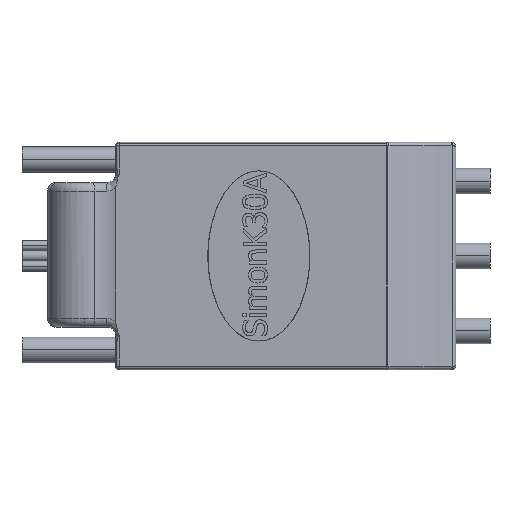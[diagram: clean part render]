
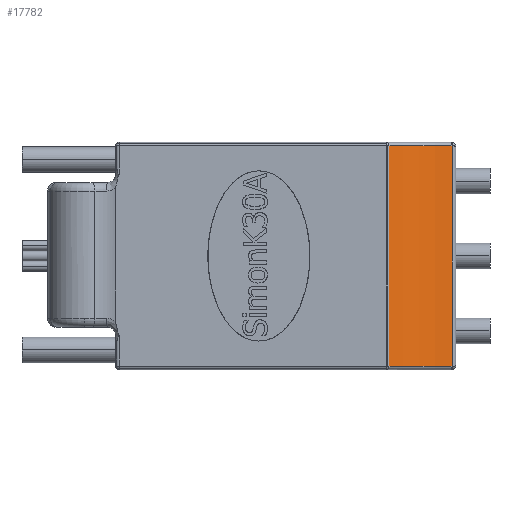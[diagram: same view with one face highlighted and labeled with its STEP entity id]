
A CAD part, top view. The second image highlights one B-rep face of the part: STEP entity #17782.
In plain terms, the highlighted cylindrical face has radius 15 mm (diameter 30 mm), a partial arc.
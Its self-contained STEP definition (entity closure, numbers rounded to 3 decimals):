
#763 = CARTESIAN_POINT ( 'NONE',  ( 47.539, -12.95, 1.135 ) ) ;
#1161 = VERTEX_POINT ( 'NONE', #11540 ) ;
#1302 = VERTEX_POINT ( 'NONE', #10619 ) ;
#1421 = AXIS2_PLACEMENT_3D ( 'NONE', #8607, #2051, #17384 ) ;
#1684 = FACE_OUTER_BOUND ( 'NONE', #5307, .T. ) ;
#1978 = CARTESIAN_POINT ( 'NONE',  ( 47.545, 12.95, 1.134 ) ) ;
#1999 = LINE ( 'NONE', #12987, #11930 ) ;
#2051 = DIRECTION ( 'NONE',  ( 0., 1., 0. ) ) ;
#2120 = CARTESIAN_POINT ( 'NONE',  ( 47.542, 12.95, 1.135 ) ) ;
#2519 = ORIENTED_EDGE ( 'NONE', *, *, #11702, .F. ) ;
#2607 = VERTEX_POINT ( 'NONE', #16359 ) ;
#2931 = DIRECTION ( 'NONE',  ( 0., -1., 0. ) ) ;
#3214 = B_SPLINE_CURVE_WITH_KNOTS ( 'NONE', 3,
 ( #9360, #4932, #11924, #763, #3654, #7998 ),
 .UNSPECIFIED., .F., .F.,
 ( 4, 2, 4 ),
 ( 0., 0., 0.001 ),
 .UNSPECIFIED. ) ;
#3654 = CARTESIAN_POINT ( 'NONE',  ( 47.538, -12.95, 1.135 ) ) ;
#3691 = CARTESIAN_POINT ( 'NONE',  ( 40.129, -12.95, 3.906 ) ) ;
#3805 = AXIS2_PLACEMENT_3D ( 'NONE', #10947, #16481, #8215 ) ;
#4655 = AXIS2_PLACEMENT_3D ( 'NONE', #14926, #13298, #14746 ) ;
#4932 = CARTESIAN_POINT ( 'NONE',  ( 47.544, -12.95, 1.134 ) ) ;
#4934 = CARTESIAN_POINT ( 'NONE',  ( 47.544, 12.95, 1.134 ) ) ;
#5307 = EDGE_LOOP ( 'NONE', ( #12063, #13748, #8855, #2519, #10291, #16029 ) ) ;
#5408 = CYLINDRICAL_SURFACE ( 'NONE', #3805, 15. ) ;
#6908 = CIRCLE ( 'NONE', #1421, 15. ) ;
#7244 = EDGE_CURVE ( 'NONE', #2607, #15064, #3214, .T. ) ;
#7948 = EDGE_CURVE ( 'NONE', #15064, #15919, #6908, .T. ) ;
#7998 = CARTESIAN_POINT ( 'NONE',  ( 47.536, -12.95, 1.135 ) ) ;
#8215 = DIRECTION ( 'NONE',  ( -0.593, 0., -0.805 ) ) ;
#8607 = CARTESIAN_POINT ( 'NONE',  ( 48.902, -12.95, 16.073 ) ) ;
#8784 = CARTESIAN_POINT ( 'NONE',  ( 47.536, -12.95, 1.135 ) ) ;
#8855 = ORIENTED_EDGE ( 'NONE', *, *, #11362, .F. ) ;
#9360 = CARTESIAN_POINT ( 'NONE',  ( 47.545, -12.95, 1.134 ) ) ;
#9565 = CIRCLE ( 'NONE', #4655, 15. ) ;
#10291 = ORIENTED_EDGE ( 'NONE', *, *, #14463, .F. ) ;
#10465 = CARTESIAN_POINT ( 'NONE',  ( 47.545, 12.95, 1.134 ) ) ;
#10619 = CARTESIAN_POINT ( 'NONE',  ( 40.129, 12.95, 3.906 ) ) ;
#10947 = CARTESIAN_POINT ( 'NONE',  ( 48.902, 0., 16.073 ) ) ;
#11011 = LINE ( 'NONE', #15364, #11053 ) ;
#11053 = VECTOR ( 'NONE', #2931, 1000. ) ;
#11362 = EDGE_CURVE ( 'NONE', #1161, #17349, #17513, .T. ) ;
#11540 = CARTESIAN_POINT ( 'NONE',  ( 47.536, 12.95, 1.135 ) ) ;
#11702 = EDGE_CURVE ( 'NONE', #1302, #1161, #9565, .T. ) ;
#11839 = CARTESIAN_POINT ( 'NONE',  ( 47.536, 12.95, 1.135 ) ) ;
#11924 = CARTESIAN_POINT ( 'NONE',  ( 47.542, -12.95, 1.135 ) ) ;
#11930 = VECTOR ( 'NONE', #14431, 1000. ) ;
#12063 = ORIENTED_EDGE ( 'NONE', *, *, #7244, .F. ) ;
#12987 = CARTESIAN_POINT ( 'NONE',  ( 40.129, 0., 3.906 ) ) ;
#13298 = DIRECTION ( 'NONE',  ( 0., -1., 0. ) ) ;
#13748 = ORIENTED_EDGE ( 'NONE', *, *, #17135, .F. ) ;
#14431 = DIRECTION ( 'NONE',  ( 0., 1., 0. ) ) ;
#14463 = EDGE_CURVE ( 'NONE', #15919, #1302, #1999, .T. ) ;
#14547 = CARTESIAN_POINT ( 'NONE',  ( 47.539, 12.95, 1.135 ) ) ;
#14746 = DIRECTION ( 'NONE',  ( -0.341, 0., -0.94 ) ) ;
#14926 = CARTESIAN_POINT ( 'NONE',  ( 48.902, 12.95, 16.073 ) ) ;
#15064 = VERTEX_POINT ( 'NONE', #8784 ) ;
#15364 = CARTESIAN_POINT ( 'NONE',  ( 47.545, 0., 1.134 ) ) ;
#15915 = CARTESIAN_POINT ( 'NONE',  ( 47.538, 12.95, 1.135 ) ) ;
#15919 = VERTEX_POINT ( 'NONE', #3691 ) ;
#16029 = ORIENTED_EDGE ( 'NONE', *, *, #7948, .F. ) ;
#16359 = CARTESIAN_POINT ( 'NONE',  ( 47.545, -12.95, 1.134 ) ) ;
#16481 = DIRECTION ( 'NONE',  ( 0., 1., 0. ) ) ;
#17135 = EDGE_CURVE ( 'NONE', #17349, #2607, #11011, .T. ) ;
#17349 = VERTEX_POINT ( 'NONE', #1978 ) ;
#17384 = DIRECTION ( 'NONE',  ( -0.341, 0., -0.94 ) ) ;
#17513 = B_SPLINE_CURVE_WITH_KNOTS ( 'NONE', 3,
 ( #11839, #15915, #14547, #2120, #4934, #10465 ),
 .UNSPECIFIED., .F., .F.,
 ( 4, 2, 4 ),
 ( -0.001, 0., 0. ),
 .UNSPECIFIED. ) ;
#17782 = ADVANCED_FACE ( 'NONE', ( #1684 ), #5408, .F. ) ;
